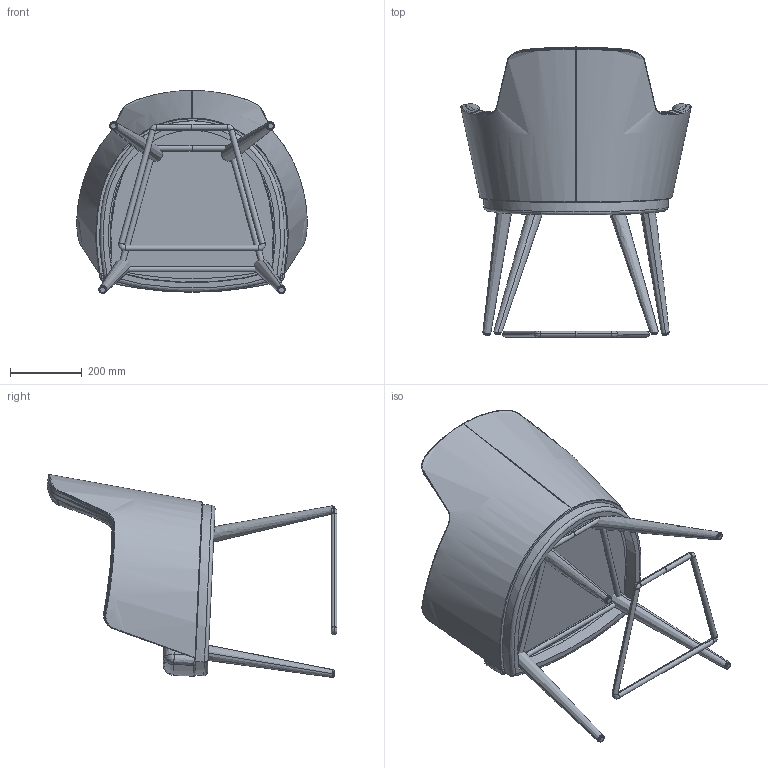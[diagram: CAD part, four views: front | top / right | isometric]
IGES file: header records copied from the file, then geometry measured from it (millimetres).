
Start section: SolidWorks IGES file using analytic representation for surfaces
Global section: file name: GL061 - IGS.IGS; native system: SolidWorks 2019; preprocessor: SolidWorks 2019; author: Comunicacao1; date: 200309.100502; units: millimetre
Bounding box: 643.55 x 809.53 x 566.97 mm (x, y, z)
Volume: 34979552.4 mm3; surface area: 2603996.6 mm2
Topology: 13 solids, 16 shells, 267 faces, 583 edges, 315 vertices
Faces by surface type: revolution 148, bspline 92, plane 27
